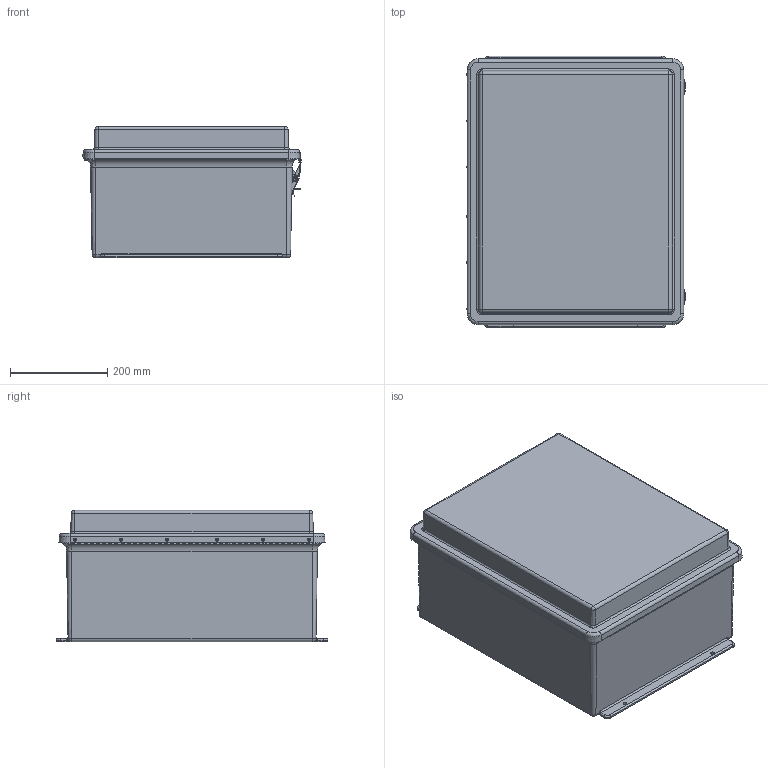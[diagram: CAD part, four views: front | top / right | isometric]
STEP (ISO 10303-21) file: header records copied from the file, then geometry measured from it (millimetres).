
FILE_DESCRIPTION (( 'STEP AP214' ), '1' );
FILE_NAME ('MR2016HPL.STEP', '2018-11-06T20:39:48', ( '' ), ( '' ), 'SwSTEP 2.0', 'SolidWorks 2018', '' );
FILE_SCHEMA (( 'AUTOMOTIVE_DESIGN' ));
Length unit declared in the file: inch
Products named in the file (1): MR2016HPL
Bounding box: 449.53 x 558.8 x 270.3 mm (x, y, z)
Volume: 4446721.9 mm3; surface area: 2059029.6 mm2
Topology: 42 solids, 42 shells, 1215 faces, 3091 edges, 2003 vertices
Faces by surface type: plane 543, cylinder 505, bspline 104, cone 51, torus 12
Full cylindrical faces by diameter (mm): 2.159 x79, 2.64 x8, 3.048 x2, 3.175 x20, 3.302 x4, 3.327 x12, 3.429 x18, 3.556 x24, 3.861 x5, 3.962 x7, 4.306 x4, 5.537 x4, 6.35 x12, 6.858 x4, 7.62 x4, 9.525 x2
Entity records: 56448 total; most frequent: CARTESIAN_POINT 11463, DIRECTION 5788, ORIENTED_EDGE 5620, EDGE_CURVE 2810, AXIS2_PLACEMENT_3D 2120, VERTEX_POINT 1966, EDGE_LOOP 1804, VECTOR 1548
